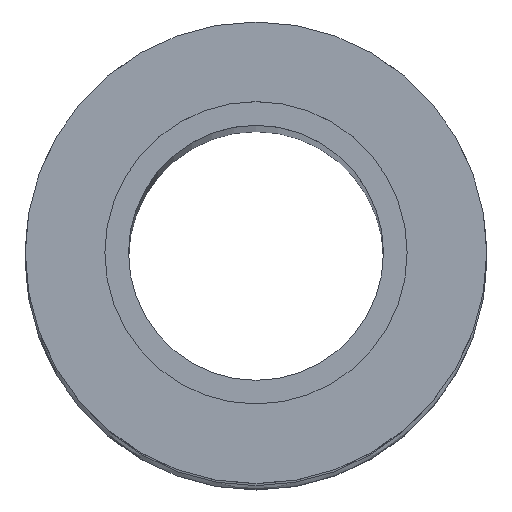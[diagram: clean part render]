
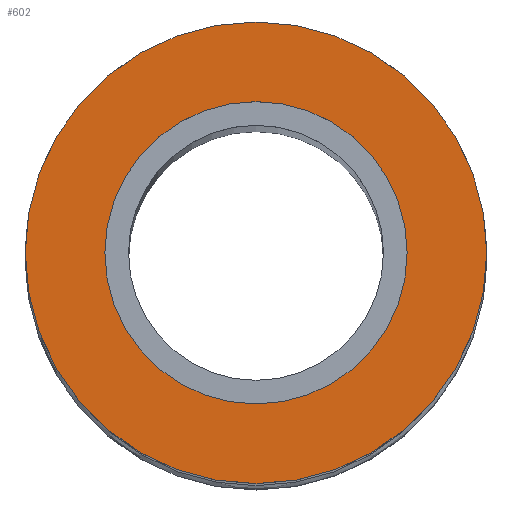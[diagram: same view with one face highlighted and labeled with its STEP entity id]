
A CAD part, top view. The second image highlights one B-rep face of the part: STEP entity #602.
In plain terms, the highlighted face is planar.
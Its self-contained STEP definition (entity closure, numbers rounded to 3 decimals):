
#17 = PLANE ( 'NONE',  #471 ) ;
#26 = DIRECTION ( 'NONE',  ( 0., -1., 0. ) ) ;
#61 = DIRECTION ( 'NONE',  ( 0., 0., -1. ) ) ;
#73 = CIRCLE ( 'NONE', #505, 20. ) ;
#92 = FACE_OUTER_BOUND ( 'NONE', #349, .T. ) ;
#148 = AXIS2_PLACEMENT_3D ( 'NONE', #652, #26, #402 ) ;
#195 = VERTEX_POINT ( 'NONE', #484 ) ;
#216 = DIRECTION ( 'NONE',  ( 0., 1., 0. ) ) ;
#227 = CARTESIAN_POINT ( 'NONE',  ( 20., 4.9, 0. ) ) ;
#255 = CARTESIAN_POINT ( 'NONE',  ( 0., 4.9, -20. ) ) ;
#349 = EDGE_LOOP ( 'NONE', ( #425 ) ) ;
#402 = DIRECTION ( 'NONE',  ( 0., 0., -1. ) ) ;
#423 = DIRECTION ( 'NONE',  ( 0., 0., 1. ) ) ;
#425 = ORIENTED_EDGE ( 'NONE', *, *, #621, .T. ) ;
#451 = EDGE_CURVE ( 'NONE', #195, #195, #665, .T. ) ;
#471 = AXIS2_PLACEMENT_3D ( 'NONE', #227, #636, #423 ) ;
#484 = CARTESIAN_POINT ( 'NONE',  ( 0., 4.9, -13.1 ) ) ;
#489 = ORIENTED_EDGE ( 'NONE', *, *, #451, .T. ) ;
#505 = AXIS2_PLACEMENT_3D ( 'NONE', #623, #216, #61 ) ;
#509 = FACE_BOUND ( 'NONE', #580, .T. ) ;
#548 = VERTEX_POINT ( 'NONE', #255 ) ;
#580 = EDGE_LOOP ( 'NONE', ( #489 ) ) ;
#602 = ADVANCED_FACE ( 'NONE', ( #509, #92 ), #17, .T. ) ;
#621 = EDGE_CURVE ( 'NONE', #548, #548, #73, .T. ) ;
#623 = CARTESIAN_POINT ( 'NONE',  ( 0., 4.9, 0. ) ) ;
#636 = DIRECTION ( 'NONE',  ( 0., 1., 0. ) ) ;
#652 = CARTESIAN_POINT ( 'NONE',  ( 0., 4.9, 0. ) ) ;
#665 = CIRCLE ( 'NONE', #148, 13.1 ) ;
